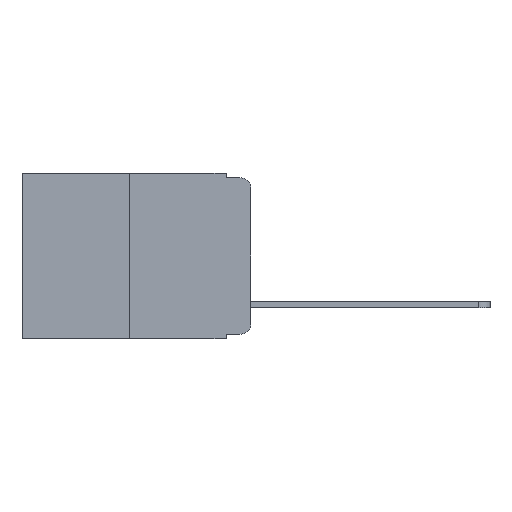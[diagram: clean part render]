
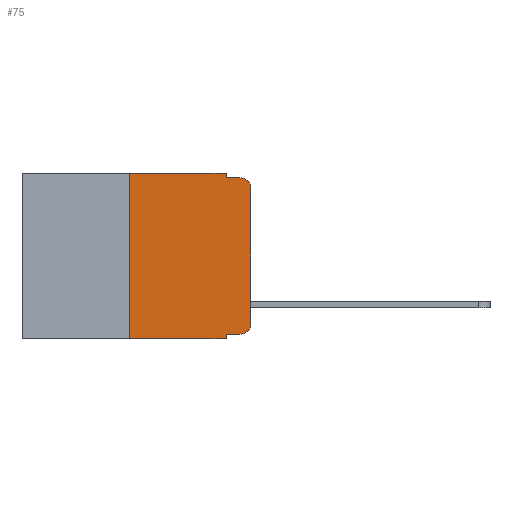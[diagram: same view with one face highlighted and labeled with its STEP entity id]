
A CAD part, left-side view. The second image highlights one B-rep face of the part: STEP entity #75.
In plain terms, the highlighted planar face has unit normal (-1, 0, 0).
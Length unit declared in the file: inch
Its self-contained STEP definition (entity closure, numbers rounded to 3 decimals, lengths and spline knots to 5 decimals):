
#57 = VECTOR ( 'NONE', #23715, 39.37008 ) ;
#75 = ADVANCED_FACE ( 'NONE', ( #3073 ), #10122, .F. ) ;
#397 = CARTESIAN_POINT ( 'NONE',  ( 0., 0.051, -0.01 ) ) ;
#440 = CIRCLE ( 'NONE', #17721, 0.02 ) ;
#1369 = VERTEX_POINT ( 'NONE', #6318 ) ;
#1704 = CARTESIAN_POINT ( 'NONE',  ( 0., 0.25, 0. ) ) ;
#1709 = DIRECTION ( 'NONE',  ( 0., 0., -1. ) ) ;
#1786 = LINE ( 'NONE', #21675, #57 ) ;
#2546 = CARTESIAN_POINT ( 'NONE',  ( 0., 0.051, 0. ) ) ;
#3073 = FACE_OUTER_BOUND ( 'NONE', #16235, .T. ) ;
#4014 = CARTESIAN_POINT ( 'NONE',  ( 0., 0.051, -0.343 ) ) ;
#4508 = EDGE_CURVE ( 'NONE', #19444, #15224, #6523, .T. ) ;
#4975 = CIRCLE ( 'NONE', #10143, 0.02 ) ;
#5296 = LINE ( 'NONE', #18765, #22615 ) ;
#5522 = ORIENTED_EDGE ( 'NONE', *, *, #8238, .T. ) ;
#5571 = DIRECTION ( 'NONE',  ( 0., 0., -1. ) ) ;
#5621 = DIRECTION ( 'NONE',  ( 0., 0., -1. ) ) ;
#5671 = VERTEX_POINT ( 'NONE', #16435 ) ;
#5723 = CARTESIAN_POINT ( 'NONE',  ( 0., 0.051, 0. ) ) ;
#5816 = CARTESIAN_POINT ( 'NONE',  ( 0., 0.051, -0.01 ) ) ;
#6096 = VECTOR ( 'NONE', #9981, 39.37008 ) ;
#6318 = CARTESIAN_POINT ( 'NONE',  ( 0., 0.051, -0.333 ) ) ;
#6523 = LINE ( 'NONE', #14988, #10249 ) ;
#6541 = ORIENTED_EDGE ( 'NONE', *, *, #11275, .F. ) ;
#6923 = DIRECTION ( 'NONE',  ( 0., 0., -1. ) ) ;
#6969 = ORIENTED_EDGE ( 'NONE', *, *, #14700, .T. ) ;
#7204 = CARTESIAN_POINT ( 'NONE',  ( 0., 0., -0.313 ) ) ;
#8238 = EDGE_CURVE ( 'NONE', #5671, #16550, #440, .T. ) ;
#8818 = VERTEX_POINT ( 'NONE', #10925 ) ;
#9051 = CARTESIAN_POINT ( 'NONE',  ( 0., 0.02, -0.03 ) ) ;
#9272 = CARTESIAN_POINT ( 'NONE',  ( 0., 0.25, -0.343 ) ) ;
#9981 = DIRECTION ( 'NONE',  ( 0., -1., 0. ) ) ;
#10027 = ORIENTED_EDGE ( 'NONE', *, *, #12325, .T. ) ;
#10122 = PLANE ( 'NONE',  #23816 ) ;
#10143 = AXIS2_PLACEMENT_3D ( 'NONE', #9051, #23701, #1709 ) ;
#10249 = VECTOR ( 'NONE', #20570, 39.37008 ) ;
#10368 = EDGE_CURVE ( 'NONE', #20909, #14007, #4975, .T. ) ;
#10925 = CARTESIAN_POINT ( 'NONE',  ( 0., 0.051, 0. ) ) ;
#11275 = EDGE_CURVE ( 'NONE', #8818, #19604, #21022, .T. ) ;
#11665 = VECTOR ( 'NONE', #18543, 39.37008 ) ;
#12136 = LINE ( 'NONE', #397, #6096 ) ;
#12325 = EDGE_CURVE ( 'NONE', #1369, #5671, #20661, .T. ) ;
#12706 = ORIENTED_EDGE ( 'NONE', *, *, #16969, .T. ) ;
#12950 = LINE ( 'NONE', #15817, #22197 ) ;
#13052 = ORIENTED_EDGE ( 'NONE', *, *, #10368, .T. ) ;
#13098 = ORIENTED_EDGE ( 'NONE', *, *, #4508, .F. ) ;
#13136 = ORIENTED_EDGE ( 'NONE', *, *, #19598, .F. ) ;
#13473 = DIRECTION ( 'NONE',  ( 0., 0., -1. ) ) ;
#13553 = EDGE_CURVE ( 'NONE', #15224, #8818, #5296, .T. ) ;
#13898 = CARTESIAN_POINT ( 'NONE',  ( 0., 0., -0.03 ) ) ;
#13942 = DIRECTION ( 'NONE',  ( 1., 0., 0. ) ) ;
#14007 = VERTEX_POINT ( 'NONE', #14431 ) ;
#14431 = CARTESIAN_POINT ( 'NONE',  ( 0., 0.02, -0.01 ) ) ;
#14656 = CARTESIAN_POINT ( 'NONE',  ( 0., 0.02, -0.313 ) ) ;
#14700 = EDGE_CURVE ( 'NONE', #16550, #20909, #1786, .T. ) ;
#14988 = CARTESIAN_POINT ( 'NONE',  ( 0., 0.25, 0. ) ) ;
#15025 = DIRECTION ( 'NONE',  ( 0., -1., 0. ) ) ;
#15054 = VECTOR ( 'NONE', #5571, 39.37008 ) ;
#15224 = VERTEX_POINT ( 'NONE', #1704 ) ;
#15817 = CARTESIAN_POINT ( 'NONE',  ( 0., 0.473, -0.343 ) ) ;
#16149 = DIRECTION ( 'NONE',  ( 0., -1., 0. ) ) ;
#16235 = EDGE_LOOP ( 'NONE', ( #6969, #13052, #13136, #6541, #18509, #13098, #12706, #23822, #10027, #5522 ) ) ;
#16435 = CARTESIAN_POINT ( 'NONE',  ( 0., 0.02, -0.333 ) ) ;
#16550 = VERTEX_POINT ( 'NONE', #7204 ) ;
#16969 = EDGE_CURVE ( 'NONE', #19444, #22902, #12950, .T. ) ;
#17721 = AXIS2_PLACEMENT_3D ( 'NONE', #14656, #20225, #5621 ) ;
#18509 = ORIENTED_EDGE ( 'NONE', *, *, #13553, .F. ) ;
#18543 = DIRECTION ( 'NONE',  ( 0., -1., 0. ) ) ;
#18765 = CARTESIAN_POINT ( 'NONE',  ( 0., 0.473, 0. ) ) ;
#19444 = VERTEX_POINT ( 'NONE', #9272 ) ;
#19598 = EDGE_CURVE ( 'NONE', #19604, #14007, #12136, .T. ) ;
#19604 = VERTEX_POINT ( 'NONE', #5816 ) ;
#20059 = EDGE_CURVE ( 'NONE', #1369, #22902, #23738, .T. ) ;
#20225 = DIRECTION ( 'NONE',  ( -1., 0., 0. ) ) ;
#20570 = DIRECTION ( 'NONE',  ( 0., 0., 1. ) ) ;
#20661 = LINE ( 'NONE', #22174, #11665 ) ;
#20909 = VERTEX_POINT ( 'NONE', #13898 ) ;
#21022 = LINE ( 'NONE', #2546, #21289 ) ;
#21289 = VECTOR ( 'NONE', #13473, 39.37008 ) ;
#21675 = CARTESIAN_POINT ( 'NONE',  ( 0., 0., 0. ) ) ;
#22174 = CARTESIAN_POINT ( 'NONE',  ( 0., 0.051, -0.333 ) ) ;
#22197 = VECTOR ( 'NONE', #16149, 39.37008 ) ;
#22615 = VECTOR ( 'NONE', #15025, 39.37008 ) ;
#22902 = VERTEX_POINT ( 'NONE', #4014 ) ;
#23063 = CARTESIAN_POINT ( 'NONE',  ( 0., 0.473, 0. ) ) ;
#23701 = DIRECTION ( 'NONE',  ( -1., 0., 0. ) ) ;
#23715 = DIRECTION ( 'NONE',  ( 0., 0., 1. ) ) ;
#23738 = LINE ( 'NONE', #5723, #15054 ) ;
#23816 = AXIS2_PLACEMENT_3D ( 'NONE', #23063, #13942, #6923 ) ;
#23822 = ORIENTED_EDGE ( 'NONE', *, *, #20059, .F. ) ;
